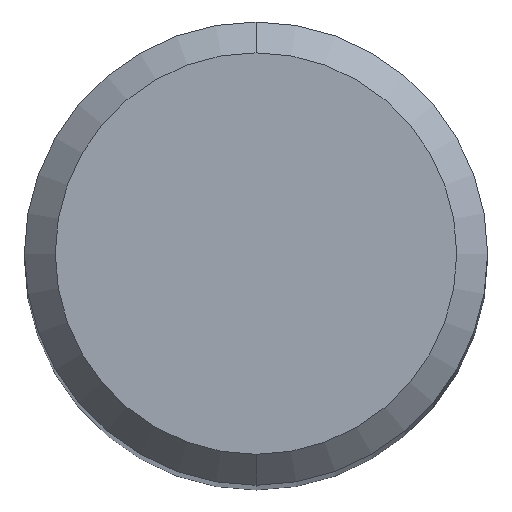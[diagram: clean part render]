
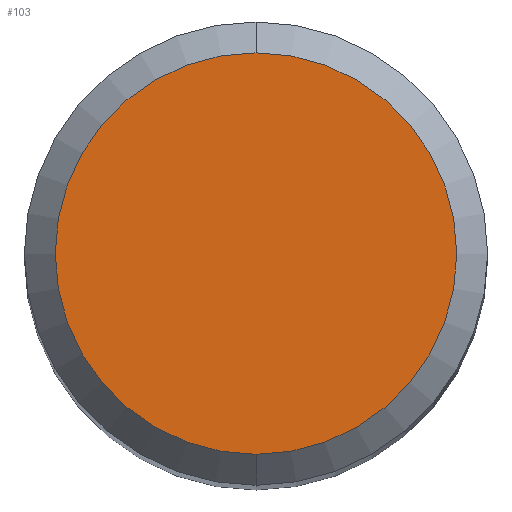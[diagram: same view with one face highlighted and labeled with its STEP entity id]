
A CAD part, top view. The second image highlights one B-rep face of the part: STEP entity #103.
In plain terms, the highlighted planar face has unit normal (0, 0, 1).
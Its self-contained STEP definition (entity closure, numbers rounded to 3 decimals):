
#103=ADVANCED_FACE('',(#256),#257,.T.);
#193=EDGE_CURVE('',#211,#199,#357,.T.);
#199=VERTEX_POINT('',#364);
#205=EDGE_CURVE('',#199,#211,#370,.T.);
#211=VERTEX_POINT('',#378);
#256=FACE_OUTER_BOUND('',#416,.T.);
#257=PLANE('',#417);
#357=CIRCLE('',#548,2.6);
#364=CARTESIAN_POINT('',(0.0,2.6,0.0));
#370=CIRCLE('',#566,2.6);
#378=CARTESIAN_POINT('',(0.,-2.6,0.0));
#416=EDGE_LOOP('',(#618,#619));
#417=AXIS2_PLACEMENT_3D('',#620,#621,#622);
#548=AXIS2_PLACEMENT_3D('',#742,#743,#744);
#566=AXIS2_PLACEMENT_3D('',#755,#756,#757);
#618=ORIENTED_EDGE('',*,*,#205,.F.);
#619=ORIENTED_EDGE('',*,*,#193,.F.);
#620=CARTESIAN_POINT('',(0.0,1.3,0.0));
#621=DIRECTION('',(-0.0,0.0,1.0));
#622=DIRECTION('',(0.0,-1.0,0.0));
#742=CARTESIAN_POINT('',(0.0,0.0,0.0));
#743=DIRECTION('',(0.0,0.0,-1.0));
#744=DIRECTION('',(0.0,1.0,0.0));
#755=CARTESIAN_POINT('',(0.0,0.0,0.0));
#756=DIRECTION('',(0.0,0.0,-1.0));
#757=DIRECTION('',(0.0,1.0,0.0));
